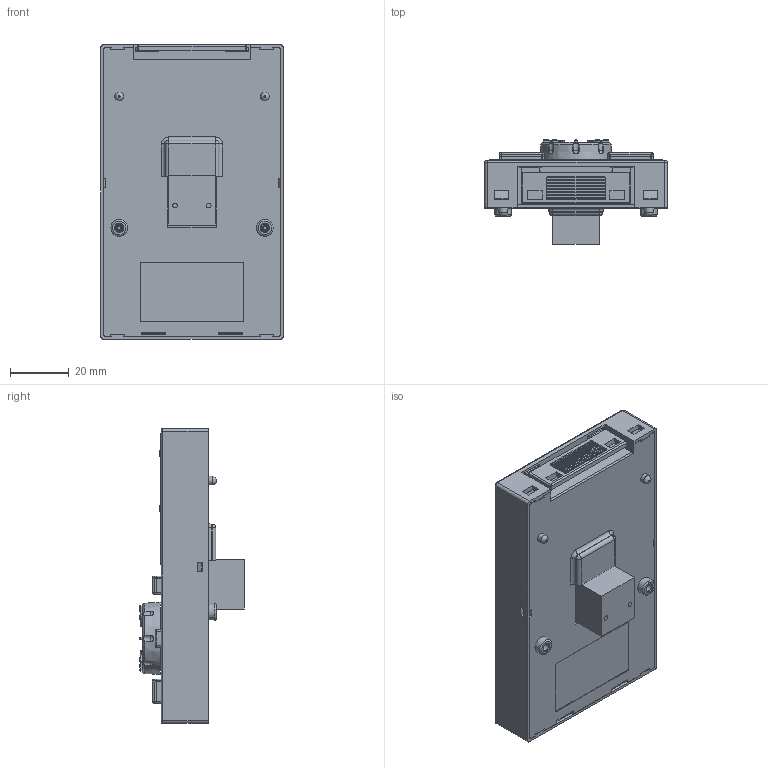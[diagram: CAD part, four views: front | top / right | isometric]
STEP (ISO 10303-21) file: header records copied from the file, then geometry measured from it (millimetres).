
FILE_DESCRIPTION(/* description */ (''),/* implementation_level */ '2;1');
FILE_NAME(/* name */ '',/* time_stamp */ '2025-12-05T13:41:53+04:00',/* author */ ('Александр (огранич)'),/* organization */ (''),/* preprocessor_version */ 'ST-DEVELOPER v19.2',/* originating_system */ 'Autodesk Inventor 2024',/* authorisation */ '');
FILE_SCHEMA (('AUTOMOTIVE_DESIGN { 1 0 10303 214 3 1 1 }'));
Products named in the file (9): PBC01 - Панель оператора; Панель управления 
без кнопок; Дисплей рус; gc_v_a; Кнопки рус; knopka_pusk; knopka_stop; knopka_prg2; knopka_jog_rev
Assembly tree (8 placements, depth 3):
  PBC01 - Панель оператора
    Панель управления 
без кнопок
    Дисплей рус
      gc_v_a
    Кнопки рус
      knopka_pusk
      knopka_stop
      knopka_prg2
      knopka_jog_rev
Bounding box: 62 x 35.57 x 100 mm (x, y, z)
Volume: 102071 mm3; surface area: 112941.5 mm2
Topology: 19 solids, 19 shells, 4731 faces, 12394 edges, 8009 vertices
Faces by surface type: plane 2715, bspline 994, cylinder 836, sphere 84, torus 61, cone 41
Full cylindrical faces by diameter (mm): 1 x19, 1.2 x2, 1.5 x4, 1.6 x2, 1.625 x2, 1.8 x8, 2.6 x2, 2.65 x12, 3 x8, 5 x1, 6 x1, 7 x1, 20 x1, 25 x1
Entity records: 174113 total; most frequent: CARTESIAN_POINT 56068, ORIENTED_EDGE 24788, DIRECTION 21517, EDGE_CURVE 12394, LINE 8415, VECTOR 8415, VERTEX_POINT 8009, AXIS2_PLACEMENT_3D 6551
